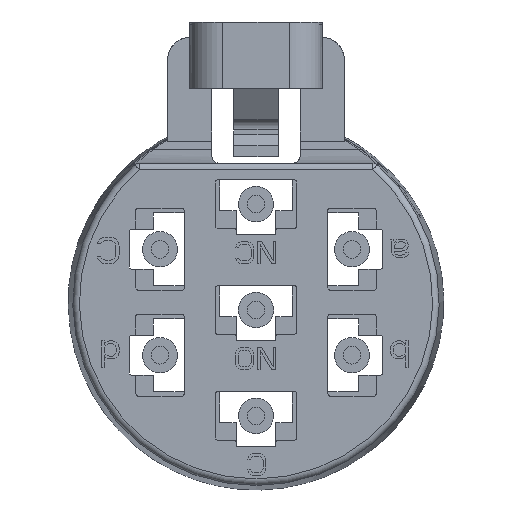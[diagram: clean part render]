
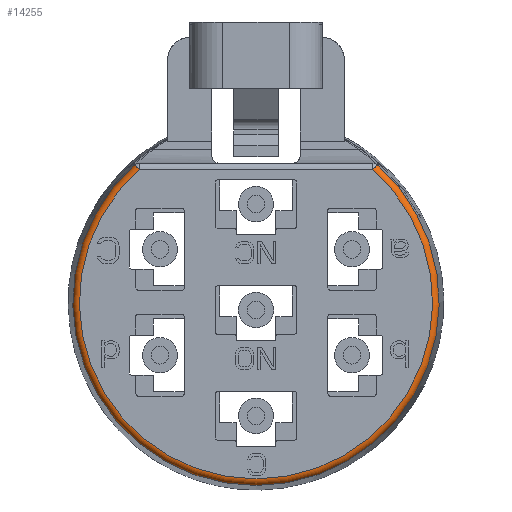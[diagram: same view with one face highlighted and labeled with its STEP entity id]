
A CAD part, front view. The second image highlights one B-rep face of the part: STEP entity #14255.
In plain terms, the highlighted toroidal (fillet/blend) face has major radius 8.003 mm and minor radius 0.3 mm.
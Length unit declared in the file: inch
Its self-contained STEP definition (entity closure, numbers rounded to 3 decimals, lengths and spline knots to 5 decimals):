
#21=TOROIDAL_SURFACE('',#14922,0.31506,0.01181);
#1593=FACE_OUTER_BOUND('',#2354,.T.);
#2354=EDGE_LOOP('',(#12096,#12097,#12098,#12099));
#6102=CIRCLE('',#14793,0.32687);
#6106=CIRCLE('',#14920,0.01181);
#6108=CIRCLE('',#14923,0.01181);
#6109=CIRCLE('',#14924,0.31506);
#6807=VERTEX_POINT('',#27339);
#6808=VERTEX_POINT('',#27344);
#7027=VERTEX_POINT('',#29640);
#7028=VERTEX_POINT('',#29644);
#8460=EDGE_CURVE('',#6808,#6807,#6102,.T.);
#8860=EDGE_CURVE('',#7027,#6808,#6106,.T.);
#8862=EDGE_CURVE('',#7028,#6807,#6108,.T.);
#8863=EDGE_CURVE('',#7027,#7028,#6109,.T.);
#12096=ORIENTED_EDGE('',*,*,#8860,.T.);
#12097=ORIENTED_EDGE('',*,*,#8460,.T.);
#12098=ORIENTED_EDGE('',*,*,#8862,.F.);
#12099=ORIENTED_EDGE('',*,*,#8863,.F.);
#14255=ADVANCED_FACE('',(#1593),#21,.T.);
#14793=AXIS2_PLACEMENT_3D('',#27345,#16323,#16324);
#14920=AXIS2_PLACEMENT_3D('',#29641,#16915,#16916);
#14922=AXIS2_PLACEMENT_3D('',#29643,#16919,#16920);
#14923=AXIS2_PLACEMENT_3D('',#29645,#16921,#16922);
#14924=AXIS2_PLACEMENT_3D('',#29646,#16923,#16924);
#16323=DIRECTION('center_axis',(0.,-1.,0.));
#16324=DIRECTION('ref_axis',(0.662,0.,0.75));
#16915=DIRECTION('center_axis',(-0.75,0.,
-0.662));
#16916=DIRECTION('ref_axis',(0.,-1.,0.));
#16919=DIRECTION('center_axis',(0.,1.,0.));
#16920=DIRECTION('ref_axis',(0.,0.,-1.));
#16921=DIRECTION('center_axis',(-0.75,0.,
0.662));
#16922=DIRECTION('ref_axis',(0.662,-0.009,0.75));
#16923=DIRECTION('center_axis',(0.,-1.,0.));
#16924=DIRECTION('ref_axis',(0.662,0.,0.75));
#27339=CARTESIAN_POINT('',(0.2163,0.01171,0.24508));
#27344=CARTESIAN_POINT('',(-0.2163,0.01171,0.24508));
#27345=CARTESIAN_POINT('Origin',(0.,0.01171,
0.));
#29640=CARTESIAN_POINT('',(-0.20848,0.,0.23622));
#29641=CARTESIAN_POINT('Origin',(-0.20848,0.01181,
0.23622));
#29643=CARTESIAN_POINT('Origin',(0.,0.01181,
0.));
#29644=CARTESIAN_POINT('',(0.20848,0.,0.23622));
#29645=CARTESIAN_POINT('Origin',(0.20848,0.01181,0.23622));
#29646=CARTESIAN_POINT('Origin',(0.,0.,
0.));
